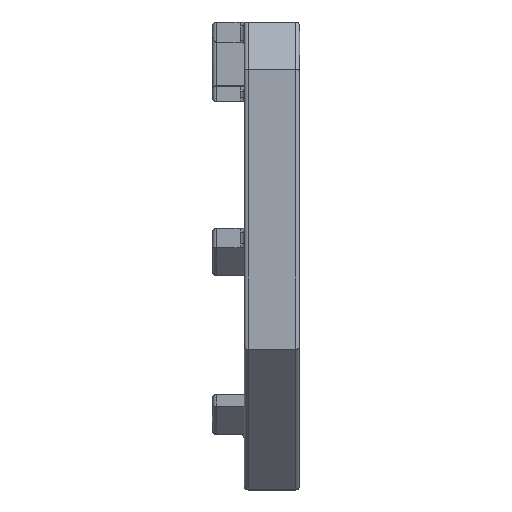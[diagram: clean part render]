
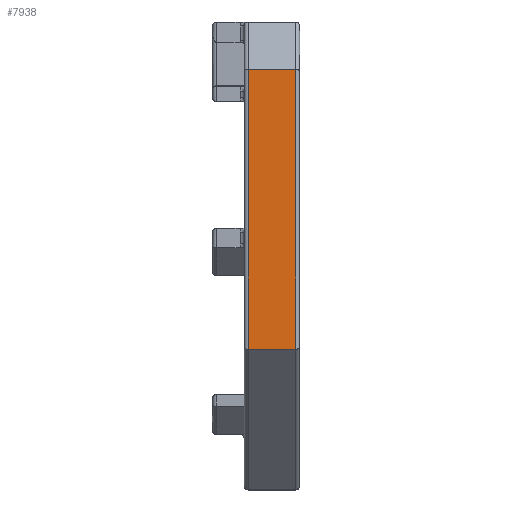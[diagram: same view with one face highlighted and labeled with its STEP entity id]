
A CAD part, top view. The second image highlights one B-rep face of the part: STEP entity #7938.
In plain terms, the highlighted planar face has unit normal (0, 0, 1).
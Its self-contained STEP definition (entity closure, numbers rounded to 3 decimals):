
#125=PLANE('',#8648);
#849=FACE_OUTER_BOUND('',#1340,.T.);
#1340=EDGE_LOOP('',(#6328,#6329,#6330,#6331));
#2183=LINE('',#14160,#2872);
#2188=LINE('',#14177,#2877);
#2190=LINE('',#14181,#2879);
#2191=LINE('',#14182,#2880);
#2872=VECTOR('',#10435,10.);
#2877=VECTOR('',#10456,10.);
#2879=VECTOR('',#10460,10.);
#2880=VECTOR('',#10461,10.);
#3584=VERTEX_POINT('',#14154);
#3585=VERTEX_POINT('',#14158);
#3589=VERTEX_POINT('',#14176);
#3590=VERTEX_POINT('',#14180);
#4551=EDGE_CURVE('',#3585,#3584,#2183,.T.);
#4559=EDGE_CURVE('',#3584,#3589,#2188,.T.);
#4561=EDGE_CURVE('',#3585,#3590,#2190,.T.);
#4562=EDGE_CURVE('',#3589,#3590,#2191,.T.);
#6328=ORIENTED_EDGE('',*,*,#4551,.F.);
#6329=ORIENTED_EDGE('',*,*,#4561,.T.);
#6330=ORIENTED_EDGE('',*,*,#4562,.F.);
#6331=ORIENTED_EDGE('',*,*,#4559,.F.);
#7938=ADVANCED_FACE('',(#849),#125,.T.);
#8648=AXIS2_PLACEMENT_3D('',#14179,#10458,#10459);
#10435=DIRECTION('',(0.,1.,0.));
#10456=DIRECTION('',(1.,0.,0.));
#10458=DIRECTION('center_axis',(0.,0.,
1.));
#10459=DIRECTION('ref_axis',(0.,-1.,0.));
#10460=DIRECTION('',(1.,0.,0.));
#10461=DIRECTION('',(0.,-1.,0.));
#14154=CARTESIAN_POINT('',(336.5,15.882,370.904));
#14158=CARTESIAN_POINT('',(336.5,-19.348,370.904));
#14160=CARTESIAN_POINT('',(336.5,4.161,370.904));
#14176=CARTESIAN_POINT('',(342.5,15.882,370.904));
#14177=CARTESIAN_POINT('',(340.,15.882,370.904));
#14179=CARTESIAN_POINT('Origin',(340.,15.882,370.904));
#14180=CARTESIAN_POINT('',(342.5,-19.348,370.904));
#14181=CARTESIAN_POINT('',(340.,-19.348,370.904));
#14182=CARTESIAN_POINT('',(342.5,4.161,370.904));
